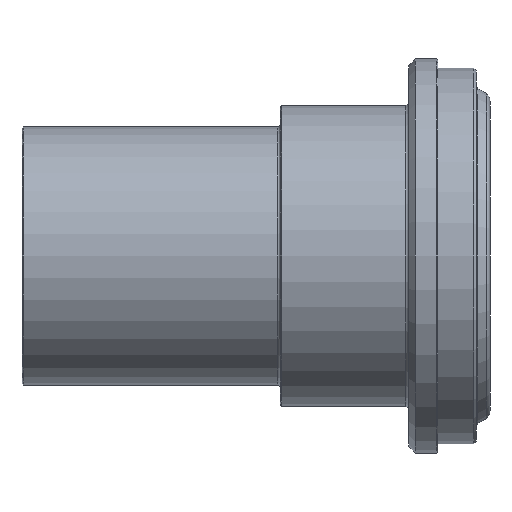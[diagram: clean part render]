
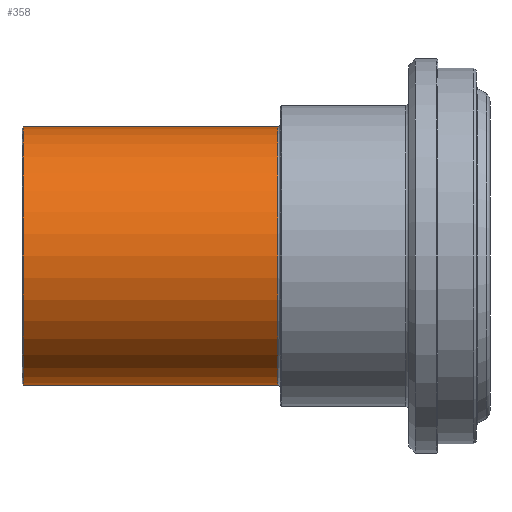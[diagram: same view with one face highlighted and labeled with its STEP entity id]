
A CAD part, front view. The second image highlights one B-rep face of the part: STEP entity #358.
In plain terms, the highlighted cylindrical face has radius 9.525 mm (diameter 19.05 mm), a full revolution.
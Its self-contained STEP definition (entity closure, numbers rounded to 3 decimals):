
#20=CYLINDRICAL_SURFACE('',#407,9.525);
#39=FACE_OUTER_BOUND('',#65,.T.);
#65=EDGE_LOOP('',(#252,#253,#254,#255,#256));
#93=LINE('',#621,#108);
#108=VECTOR('',#484,9.525);
#124=CIRCLE('',#406,9.525);
#125=CIRCLE('',#408,9.525);
#126=CIRCLE('',#409,9.525);
#161=VERTEX_POINT('',#614);
#162=VERTEX_POINT('',#618);
#163=VERTEX_POINT('',#619);
#194=EDGE_CURVE('',#161,#161,#124,.T.);
#196=EDGE_CURVE('',#162,#163,#125,.T.);
#197=EDGE_CURVE('',#162,#161,#93,.T.);
#198=EDGE_CURVE('',#163,#162,#126,.T.);
#252=ORIENTED_EDGE('',*,*,#196,.F.);
#253=ORIENTED_EDGE('',*,*,#197,.T.);
#254=ORIENTED_EDGE('',*,*,#194,.T.);
#255=ORIENTED_EDGE('',*,*,#197,.F.);
#256=ORIENTED_EDGE('',*,*,#198,.F.);
#358=ADVANCED_FACE('',(#39),#20,.T.);
#406=AXIS2_PLACEMENT_3D('',#615,#477,#478);
#407=AXIS2_PLACEMENT_3D('',#617,#480,#481);
#408=AXIS2_PLACEMENT_3D('',#620,#482,#483);
#409=AXIS2_PLACEMENT_3D('',#622,#485,#486);
#477=DIRECTION('center_axis',(1.,0.,0.));
#478=DIRECTION('ref_axis',(0.,0.,-1.));
#480=DIRECTION('center_axis',(1.,0.,0.));
#481=DIRECTION('ref_axis',(0.,1.,0.));
#482=DIRECTION('center_axis',(1.,0.,0.));
#483=DIRECTION('ref_axis',(0.,0.,-1.));
#484=DIRECTION('',(-1.,0.,0.));
#485=DIRECTION('center_axis',(1.,0.,0.));
#486=DIRECTION('ref_axis',(0.,0.,-1.));
#614=CARTESIAN_POINT('',(0.1,-9.525,0.));
#615=CARTESIAN_POINT('Origin',(0.1,0.,0.));
#617=CARTESIAN_POINT('Origin',(9.475,0.,0.));
#618=CARTESIAN_POINT('',(18.85,-9.525,0.));
#619=CARTESIAN_POINT('',(18.85,0.,9.525));
#620=CARTESIAN_POINT('Origin',(18.85,0.,0.));
#621=CARTESIAN_POINT('',(9.475,-9.525,0.));
#622=CARTESIAN_POINT('Origin',(18.85,0.,0.));
